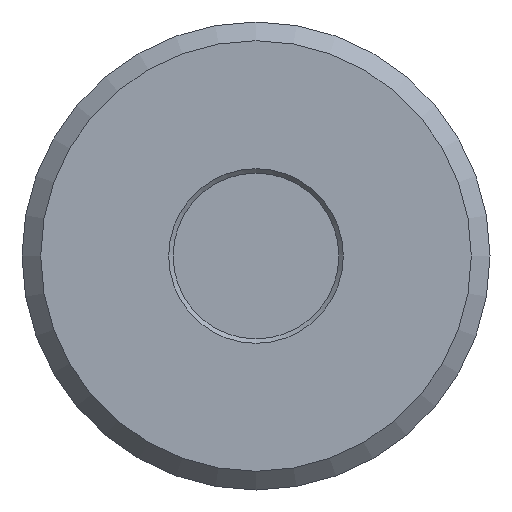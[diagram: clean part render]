
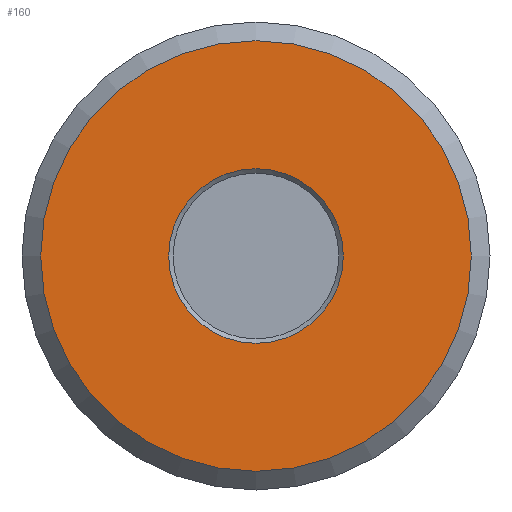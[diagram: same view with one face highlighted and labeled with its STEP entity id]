
A CAD part, front view. The second image highlights one B-rep face of the part: STEP entity #160.
In plain terms, the highlighted planar face has unit normal (0, -1, 0).
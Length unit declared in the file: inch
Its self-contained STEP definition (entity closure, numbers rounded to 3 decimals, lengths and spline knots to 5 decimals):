
#10 = DIRECTION ( 'NONE',  ( 0., 0., 1. ) ) ;
#18 = DIRECTION ( 'NONE',  ( 0., -1., 0. ) ) ;
#83 = CARTESIAN_POINT ( 'NONE',  ( -0.13988, 0., 0. ) ) ;
#87 = EDGE_CURVE ( 'NONE', #250, #250, #354, .T. ) ;
#92 = CARTESIAN_POINT ( 'NONE',  ( 0., 0., 0.345 ) ) ;
#108 = DIRECTION ( 'NONE',  ( 0., 0., 1. ) ) ;
#109 = EDGE_CURVE ( 'NONE', #140, #140, #342, .T. ) ;
#140 = VERTEX_POINT ( 'NONE', #224 ) ;
#160 = ADVANCED_FACE ( 'NONE', ( #366, #312 ), #387, .T. ) ;
#171 = DIRECTION ( 'NONE',  ( 0., 0., -1. ) ) ;
#181 = ORIENTED_EDGE ( 'NONE', *, *, #87, .F. ) ;
#190 = DIRECTION ( 'NONE',  ( 0., 1., 0. ) ) ;
#219 = CARTESIAN_POINT ( 'NONE',  ( 0., 0., 0. ) ) ;
#224 = CARTESIAN_POINT ( 'NONE',  ( 0., 0., 0.13988 ) ) ;
#234 = ORIENTED_EDGE ( 'NONE', *, *, #109, .T. ) ;
#236 = CARTESIAN_POINT ( 'NONE',  ( 0., 0., 0. ) ) ;
#242 = EDGE_LOOP ( 'NONE', ( #181 ) ) ;
#250 = VERTEX_POINT ( 'NONE', #92 ) ;
#254 = AXIS2_PLACEMENT_3D ( 'NONE', #236, #190, #10 ) ;
#312 = FACE_OUTER_BOUND ( 'NONE', #242, .T. ) ;
#341 = AXIS2_PLACEMENT_3D ( 'NONE', #219, #508, #108 ) ;
#342 = CIRCLE ( 'NONE', #341, 0.13988 ) ;
#354 = CIRCLE ( 'NONE', #254, 0.345 ) ;
#366 = FACE_BOUND ( 'NONE', #369, .T. ) ;
#369 = EDGE_LOOP ( 'NONE', ( #234 ) ) ;
#387 = PLANE ( 'NONE',  #525 ) ;
#508 = DIRECTION ( 'NONE',  ( 0., 1., 0. ) ) ;
#525 = AXIS2_PLACEMENT_3D ( 'NONE', #83, #18, #171 ) ;
